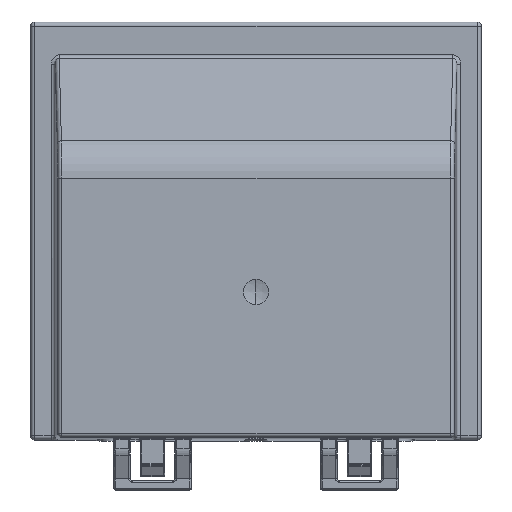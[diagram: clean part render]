
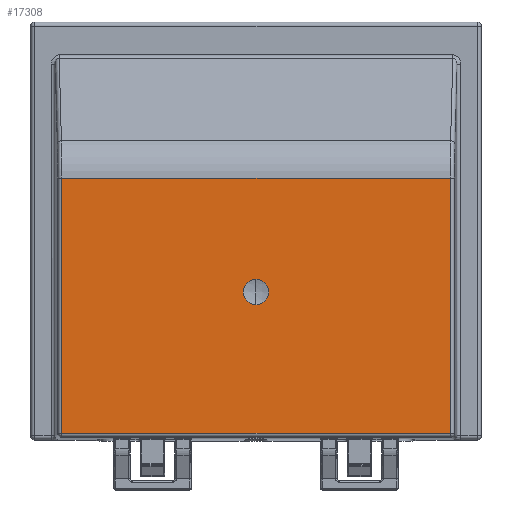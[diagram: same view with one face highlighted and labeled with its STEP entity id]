
A CAD part, front view. The second image highlights one B-rep face of the part: STEP entity #17308.
In plain terms, the highlighted planar face has unit normal (0, -1, 0).
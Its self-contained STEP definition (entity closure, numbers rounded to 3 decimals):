
#259 = VERTEX_POINT ( 'NONE', #9855 ) ;
#528 = DIRECTION ( 'NONE',  ( -1., 0., 0. ) ) ;
#592 = FACE_OUTER_BOUND ( 'NONE', #9731, .T. ) ;
#742 = AXIS2_PLACEMENT_3D ( 'NONE', #11782, #6089, #16113 ) ;
#2015 = CARTESIAN_POINT ( 'NONE',  ( -55.5, -19.8, 1.674 ) ) ;
#2168 = DIRECTION ( 'NONE',  ( -1., 0., 0. ) ) ;
#2329 = ORIENTED_EDGE ( 'NONE', *, *, #16978, .T. ) ;
#3071 = LINE ( 'NONE', #9099, #10249 ) ;
#3623 = EDGE_CURVE ( 'NONE', #6797, #9685, #15163, .T. ) ;
#3676 = CARTESIAN_POINT ( 'NONE',  ( 47.887, -19.8, 103. ) ) ;
#4071 = ORIENTED_EDGE ( 'NONE', *, *, #17366, .T. ) ;
#4579 = AXIS2_PLACEMENT_3D ( 'NONE', #6750, #16786, #8176 ) ;
#4749 = ORIENTED_EDGE ( 'NONE', *, *, #10848, .T. ) ;
#6007 = CARTESIAN_POINT ( 'NONE',  ( -47.887, -19.8, 1.674 ) ) ;
#6049 = VECTOR ( 'NONE', #2168, 1000. ) ;
#6089 = DIRECTION ( 'NONE',  ( 0., 1., 0. ) ) ;
#6750 = CARTESIAN_POINT ( 'NONE',  ( 0., -19.8, 36.5 ) ) ;
#6797 = VERTEX_POINT ( 'NONE', #14517 ) ;
#7649 = CARTESIAN_POINT ( 'NONE',  ( 0., -19.8, 36.5 ) ) ;
#7752 = FACE_BOUND ( 'NONE', #15001, .T. ) ;
#8176 = DIRECTION ( 'NONE',  ( -1., 0., 0. ) ) ;
#9099 = CARTESIAN_POINT ( 'NONE',  ( -47.887, -19.8, 103. ) ) ;
#9222 = CARTESIAN_POINT ( 'NONE',  ( 47.887, -19.8, 1.674 ) ) ;
#9292 = CARTESIAN_POINT ( 'NONE',  ( -55.5, -19.8, 64.59 ) ) ;
#9685 = VERTEX_POINT ( 'NONE', #15852 ) ;
#9731 = EDGE_LOOP ( 'NONE', ( #4071, #2329, #4749, #18142 ) ) ;
#9855 = CARTESIAN_POINT ( 'NONE',  ( -47.887, -19.8, 64.59 ) ) ;
#10214 = LINE ( 'NONE', #2015, #14049 ) ;
#10249 = VECTOR ( 'NONE', #10546, 1000. ) ;
#10313 = LINE ( 'NONE', #9292, #6049 ) ;
#10546 = DIRECTION ( 'NONE',  ( 0., 0., -1. ) ) ;
#10581 = DIRECTION ( 'NONE',  ( 1., 0., 0. ) ) ;
#10848 = EDGE_CURVE ( 'NONE', #13896, #259, #10313, .T. ) ;
#10875 = DIRECTION ( 'NONE',  ( 0., 0., 1. ) ) ;
#11359 = LINE ( 'NONE', #3676, #18527 ) ;
#11447 = EDGE_CURVE ( 'NONE', #9685, #6797, #12759, .T. ) ;
#11782 = CARTESIAN_POINT ( 'NONE',  ( -55.5, -19.8, 103. ) ) ;
#12488 = EDGE_CURVE ( 'NONE', #259, #17784, #3071, .T. ) ;
#12565 = VERTEX_POINT ( 'NONE', #9222 ) ;
#12759 = CIRCLE ( 'NONE', #4579, 3.122 ) ;
#13223 = PLANE ( 'NONE',  #742 ) ;
#13715 = AXIS2_PLACEMENT_3D ( 'NONE', #7649, #17684, #528 ) ;
#13896 = VERTEX_POINT ( 'NONE', #17836 ) ;
#14049 = VECTOR ( 'NONE', #10581, 1000. ) ;
#14517 = CARTESIAN_POINT ( 'NONE',  ( 0., -19.8, 39.622 ) ) ;
#14565 = ORIENTED_EDGE ( 'NONE', *, *, #11447, .T. ) ;
#15001 = EDGE_LOOP ( 'NONE', ( #14565, #16433 ) ) ;
#15163 = CIRCLE ( 'NONE', #13715, 3.122 ) ;
#15852 = CARTESIAN_POINT ( 'NONE',  ( 0., -19.8, 33.378 ) ) ;
#16113 = DIRECTION ( 'NONE',  ( -1., 0., 0. ) ) ;
#16433 = ORIENTED_EDGE ( 'NONE', *, *, #3623, .T. ) ;
#16786 = DIRECTION ( 'NONE',  ( 0., 1., 0. ) ) ;
#16978 = EDGE_CURVE ( 'NONE', #12565, #13896, #11359, .T. ) ;
#17308 = ADVANCED_FACE ( 'NONE', ( #7752, #592 ), #13223, .F. ) ;
#17366 = EDGE_CURVE ( 'NONE', #17784, #12565, #10214, .T. ) ;
#17684 = DIRECTION ( 'NONE',  ( 0., 1., 0. ) ) ;
#17784 = VERTEX_POINT ( 'NONE', #6007 ) ;
#17836 = CARTESIAN_POINT ( 'NONE',  ( 47.887, -19.8, 64.59 ) ) ;
#18142 = ORIENTED_EDGE ( 'NONE', *, *, #12488, .T. ) ;
#18527 = VECTOR ( 'NONE', #10875, 1000. ) ;
